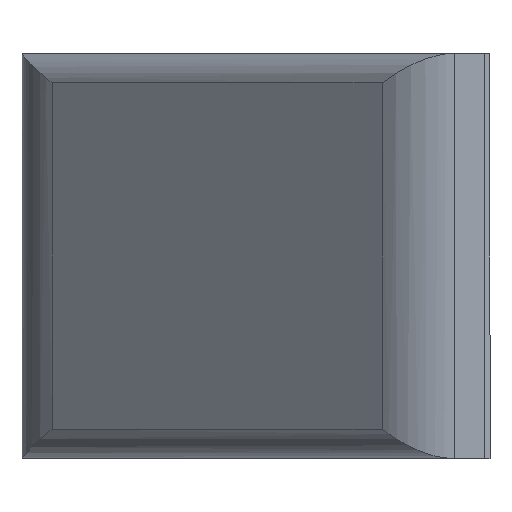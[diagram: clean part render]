
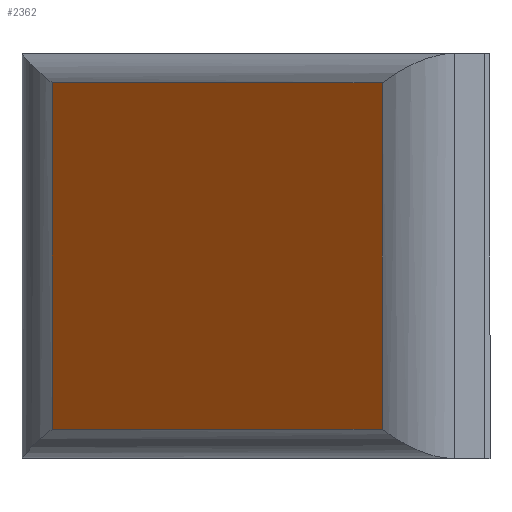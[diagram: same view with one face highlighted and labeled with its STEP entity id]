
A CAD part, left-side view. The second image highlights one B-rep face of the part: STEP entity #2362.
In plain terms, the highlighted face is planar.
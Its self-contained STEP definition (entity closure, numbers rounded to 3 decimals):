
#1481=ORIENTED_EDGE('',*,*,#1855,.F.);
#1482=ORIENTED_EDGE('',*,*,#1927,.F.);
#1483=ORIENTED_EDGE('',*,*,#1847,.T.);
#1484=ORIENTED_EDGE('',*,*,#1851,.T.);
#1536=VECTOR('',#2078,1.);
#1537=VECTOR('',#2083,1.);
#1539=VECTOR('',#2089,1.);
#1611=VECTOR('',#2215,1.);
#1650=LINE('',#2624,#1536);
#1651=LINE('',#2943,#1537);
#1653=LINE('',#3126,#1539);
#1725=LINE('',#3269,#1611);
#1758=VERTEX_POINT('',#2446);
#1759=VERTEX_POINT('',#2623);
#1761=VERTEX_POINT('',#2785);
#1764=VERTEX_POINT('',#2949);
#1847=EDGE_CURVE('',#1759,#1758,#1650,.T.);
#1851=EDGE_CURVE('',#1758,#1761,#1651,.T.);
#1855=EDGE_CURVE('',#1764,#1761,#1653,.T.);
#1927=EDGE_CURVE('',#1759,#1764,#1725,.T.);
#1970=EDGE_LOOP('',(#1481,#1482,#1483,#1484));
#2014=FACE_BOUND('',#1970,.T.);
#2078=DIRECTION('',(0.,0.,-23.6));
#2083=DIRECTION('',(31.801,0.,0.));
#2089=DIRECTION('',(0.,0.,-23.6));
#2215=DIRECTION('',(31.801,0.,0.));
#2216=DIRECTION('',(0.,-1.,0.));
#2217=DIRECTION('',(-1.,0.,0.));
#2276=AXIS2_PLACEMENT_3D('',#3270,#2216,#2217);
#2318=PLANE('',#2276);
#2362=ADVANCED_FACE('',(#2014),#2318,.T.);
#2446=CARTESIAN_POINT('',(-15.901,-4.,-11.8));
#2623=CARTESIAN_POINT('',(-15.901,-4.,11.8));
#2624=CARTESIAN_POINT('',(-15.901,-4.,11.8));
#2785=CARTESIAN_POINT('',(15.901,-4.,-11.8));
#2943=CARTESIAN_POINT('',(-15.901,-4.,-11.8));
#2949=CARTESIAN_POINT('',(15.901,-4.,11.8));
#3126=CARTESIAN_POINT('',(15.901,-4.,11.8));
#3269=CARTESIAN_POINT('',(-15.901,-4.,11.8));
#3270=CARTESIAN_POINT('',(-15.901,-4.,0.));
